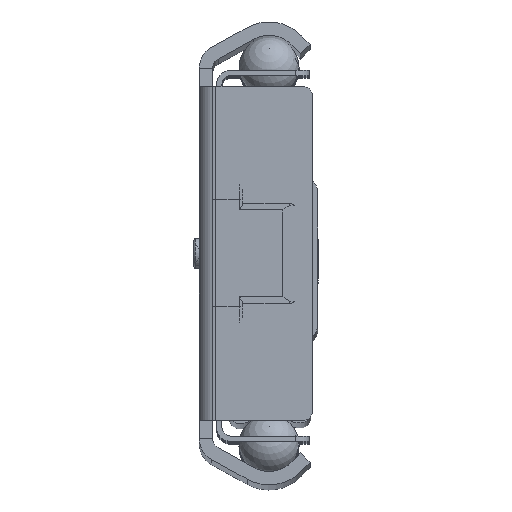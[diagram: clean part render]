
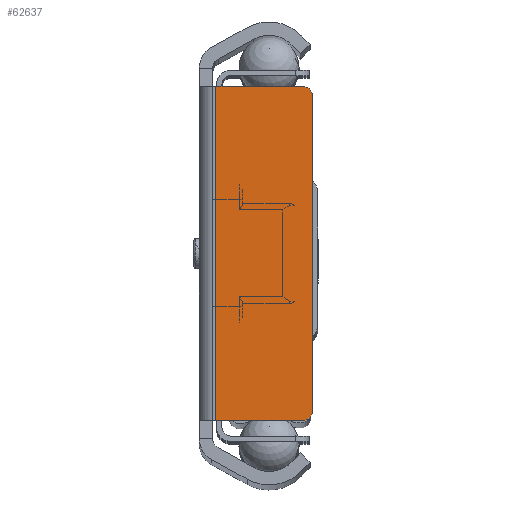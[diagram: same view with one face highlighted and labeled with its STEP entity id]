
A CAD part, top view. The second image highlights one B-rep face of the part: STEP entity #62637.
In plain terms, the highlighted planar face has unit normal (0, 0, 1).
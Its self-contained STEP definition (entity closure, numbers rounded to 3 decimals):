
#3622=PLANE('',#66491);
#6789=FACE_OUTER_BOUND('',#10072,.T.);
#10072=EDGE_LOOP('',(#45383,#45384,#45385,#45386,#45387,#45388));
#13628=LINE('',#95799,#19023);
#13634=LINE('',#95815,#19029);
#13655=LINE('',#95869,#19050);
#13656=LINE('',#95873,#19051);
#19023=VECTOR('',#74494,10.);
#19029=VECTOR('',#74510,10.);
#19050=VECTOR('',#74555,10.);
#19051=VECTOR('',#74562,1.38);
#24379=CIRCLE('',#66464,1.5);
#24382=CIRCLE('',#66470,1.5);
#27978=VERTEX_POINT('',#95786);
#27979=VERTEX_POINT('',#95787);
#27983=VERTEX_POINT('',#95797);
#27987=VERTEX_POINT('',#95809);
#27988=VERTEX_POINT('',#95813);
#28009=VERTEX_POINT('',#95868);
#34771=EDGE_CURVE('',#27978,#27979,#24379,.T.);
#34777=EDGE_CURVE('',#27983,#27978,#13628,.T.);
#34782=EDGE_CURVE('',#27987,#27983,#24382,.T.);
#34785=EDGE_CURVE('',#27988,#27987,#13634,.T.);
#34810=EDGE_CURVE('',#27988,#28009,#13655,.T.);
#34813=EDGE_CURVE('',#27979,#28009,#13656,.T.);
#45383=ORIENTED_EDGE('',*,*,#34771,.F.);
#45384=ORIENTED_EDGE('',*,*,#34777,.F.);
#45385=ORIENTED_EDGE('',*,*,#34782,.F.);
#45386=ORIENTED_EDGE('',*,*,#34785,.F.);
#45387=ORIENTED_EDGE('',*,*,#34810,.T.);
#45388=ORIENTED_EDGE('',*,*,#34813,.F.);
#62637=ADVANCED_FACE('',(#6789),#3622,.F.);
#66464=AXIS2_PLACEMENT_3D('',#95788,#74484,#74485);
#66470=AXIS2_PLACEMENT_3D('',#95810,#74504,#74505);
#66491=AXIS2_PLACEMENT_3D('',#95883,#74574,#74575);
#74484=DIRECTION('center_axis',(0.,0.,
-1.));
#74485=DIRECTION('ref_axis',(0.707,-0.707,0.));
#74494=DIRECTION('',(0.,-1.,0.));
#74504=DIRECTION('center_axis',(0.,0.,
-1.));
#74505=DIRECTION('ref_axis',(0.707,0.707,0.));
#74510=DIRECTION('',(1.,0.,0.));
#74555=DIRECTION('',(0.,-1.,0.));
#74562=DIRECTION('',(-1.,0.,0.));
#74574=DIRECTION('center_axis',(0.,0.,
-1.));
#74575=DIRECTION('ref_axis',(0.,1.,0.));
#95786=CARTESIAN_POINT('',(6.55,-23.5,450.));
#95787=CARTESIAN_POINT('',(5.05,-25.,450.));
#95788=CARTESIAN_POINT('Origin',(5.05,-23.5,450.));
#95797=CARTESIAN_POINT('',(6.55,23.5,450.));
#95799=CARTESIAN_POINT('',(6.55,25.,450.));
#95809=CARTESIAN_POINT('',(5.05,25.,450.));
#95810=CARTESIAN_POINT('Origin',(5.05,23.5,450.));
#95813=CARTESIAN_POINT('',(-7.95,25.,450.));
#95815=CARTESIAN_POINT('',(-7.95,25.,450.));
#95868=CARTESIAN_POINT('',(-7.95,-25.,450.));
#95869=CARTESIAN_POINT('',(-7.95,0.,450.));
#95873=CARTESIAN_POINT('',(-12.286,-25.,450.));
#95883=CARTESIAN_POINT('Origin',(-7.95,-25.,450.));
